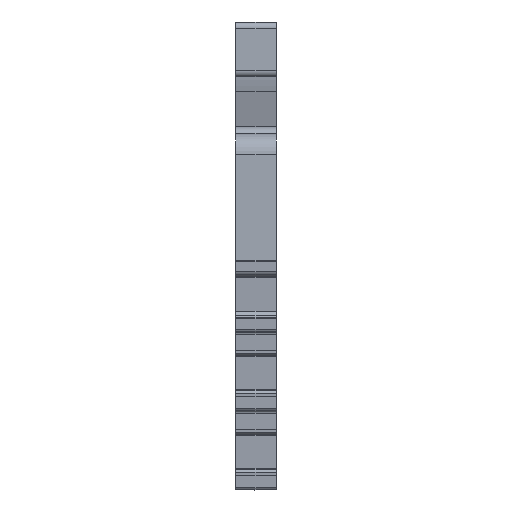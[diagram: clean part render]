
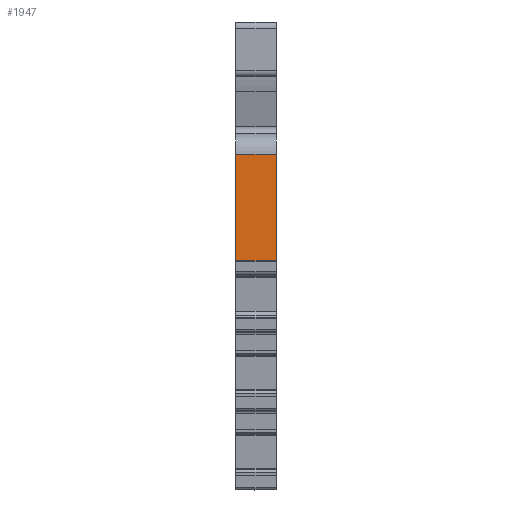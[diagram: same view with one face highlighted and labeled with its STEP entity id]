
A CAD part, top view. The second image highlights one B-rep face of the part: STEP entity #1947.
In plain terms, the highlighted face is planar.
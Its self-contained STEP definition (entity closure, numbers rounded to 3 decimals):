
#52 = ORIENTED_EDGE ( 'NONE', *, *, #3175, .F. ) ;
#184 = ORIENTED_EDGE ( 'NONE', *, *, #12304, .T. ) ;
#898 = VECTOR ( 'NONE', #12745, 1000. ) ;
#1338 = ORIENTED_EDGE ( 'NONE', *, *, #6764, .F. ) ;
#1947 = ADVANCED_FACE ( 'NONE', ( #13151 ), #12148, .F. ) ;
#2151 = CARTESIAN_POINT ( 'NONE',  ( 4.95, -67.927, 8.443 ) ) ;
#3022 = DIRECTION ( 'NONE',  ( 1., 0., 0. ) ) ;
#3175 = EDGE_CURVE ( 'NONE', #4946, #13317, #8082, .T. ) ;
#3800 = LINE ( 'NONE', #12980, #9693 ) ;
#3959 = EDGE_CURVE ( 'NONE', #5838, #13317, #5787, .T. ) ;
#3973 = AXIS2_PLACEMENT_3D ( 'NONE', #6203, #5933, #3022 ) ;
#4493 = EDGE_LOOP ( 'NONE', ( #11996, #52, #1338, #184 ) ) ;
#4714 = CARTESIAN_POINT ( 'NONE',  ( 4.95, -67.927, -11.853 ) ) ;
#4744 = VERTEX_POINT ( 'NONE', #13381 ) ;
#4889 = DIRECTION ( 'NONE',  ( 0., 0., 1. ) ) ;
#4946 = VERTEX_POINT ( 'NONE', #13172 ) ;
#5092 = DIRECTION ( 'NONE',  ( 1., 0., 0. ) ) ;
#5787 = LINE ( 'NONE', #4714, #7828 ) ;
#5838 = VERTEX_POINT ( 'NONE', #2151 ) ;
#5933 = DIRECTION ( 'NONE',  ( 0., 1., 0. ) ) ;
#6203 = CARTESIAN_POINT ( 'NONE',  ( 0., -67.927, -11.853 ) ) ;
#6400 = CARTESIAN_POINT ( 'NONE',  ( 0., -67.927, 21.253 ) ) ;
#6764 = EDGE_CURVE ( 'NONE', #4744, #4946, #3800, .T. ) ;
#7608 = DIRECTION ( 'NONE',  ( 0., 0., 1. ) ) ;
#7828 = VECTOR ( 'NONE', #7608, 1000. ) ;
#8082 = LINE ( 'NONE', #6400, #898 ) ;
#8801 = CARTESIAN_POINT ( 'NONE',  ( 4.95, -67.927, 21.253 ) ) ;
#9501 = VECTOR ( 'NONE', #5092, 1000. ) ;
#9693 = VECTOR ( 'NONE', #4889, 1000. ) ;
#11438 = LINE ( 'NONE', #12199, #9501 ) ;
#11996 = ORIENTED_EDGE ( 'NONE', *, *, #3959, .T. ) ;
#12148 = PLANE ( 'NONE',  #3973 ) ;
#12199 = CARTESIAN_POINT ( 'NONE',  ( 0., -67.927, 8.443 ) ) ;
#12304 = EDGE_CURVE ( 'NONE', #4744, #5838, #11438, .T. ) ;
#12745 = DIRECTION ( 'NONE',  ( 1., 0., 0. ) ) ;
#12980 = CARTESIAN_POINT ( 'NONE',  ( 0., -67.927, -11.853 ) ) ;
#13151 = FACE_OUTER_BOUND ( 'NONE', #4493, .T. ) ;
#13172 = CARTESIAN_POINT ( 'NONE',  ( 0., -67.927, 21.253 ) ) ;
#13317 = VERTEX_POINT ( 'NONE', #8801 ) ;
#13381 = CARTESIAN_POINT ( 'NONE',  ( 0., -67.927, 8.443 ) ) ;
